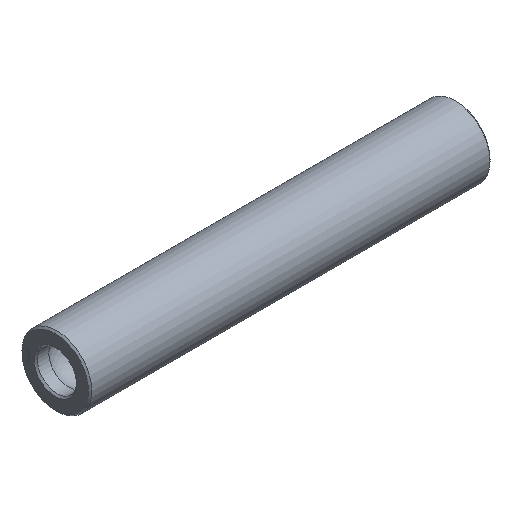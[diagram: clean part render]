
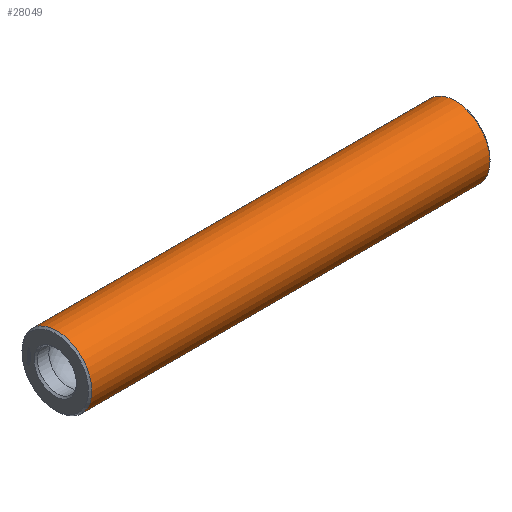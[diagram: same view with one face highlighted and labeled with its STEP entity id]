
A CAD part, isometric view. The second image highlights one B-rep face of the part: STEP entity #28049.
In plain terms, the highlighted cylindrical face has radius 6.25 mm (diameter 12.5 mm), a full revolution.
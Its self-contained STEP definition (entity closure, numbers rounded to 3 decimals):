
#134 = CONICAL_SURFACE('',#135,5.95,0.785);
#135 = AXIS2_PLACEMENT_3D('',#136,#137,#138);
#136 = CARTESIAN_POINT('',(-71.875,0.,0.));
#137 = DIRECTION('',(1.,0.,0.));
#138 = DIRECTION('',(0.,0.,1.));
#10429 = VERTEX_POINT('',#10430);
#10430 = CARTESIAN_POINT('',(-71.575,0.,6.25));
#10451 = EDGE_CURVE('',#10429,#10429,#10452,.T.);
#10452 = SURFACE_CURVE('',#10453,(#10458,#10465),.PCURVE_S1.);
#10453 = CIRCLE('',#10454,6.25);
#10454 = AXIS2_PLACEMENT_3D('',#10455,#10456,#10457);
#10455 = CARTESIAN_POINT('',(-71.575,0.,0.));
#10456 = DIRECTION('',(1.,0.,0.));
#10457 = DIRECTION('',(0.,0.,1.));
#10458 = PCURVE('',#134,#10459);
#10459 = DEFINITIONAL_REPRESENTATION('',(#10460),#10464);
#10460 = LINE('',#10461,#10462);
#10461 = CARTESIAN_POINT('',(0.,0.3));
#10462 = VECTOR('',#10463,1.);
#10463 = DIRECTION('',(1.,0.));
#10464 = ( GEOMETRIC_REPRESENTATION_CONTEXT(2) 
PARAMETRIC_REPRESENTATION_CONTEXT() REPRESENTATION_CONTEXT('2D SPACE',''
  ) );
#10465 = PCURVE('',#10466,#10471);
#10466 = CYLINDRICAL_SURFACE('',#10467,6.25);
#10467 = AXIS2_PLACEMENT_3D('',#10468,#10469,#10470);
#10468 = CARTESIAN_POINT('',(-71.575,0.,0.));
#10469 = DIRECTION('',(1.,0.,0.));
#10470 = DIRECTION('',(0.,0.,1.));
#10471 = DEFINITIONAL_REPRESENTATION('',(#10472),#10476);
#10472 = LINE('',#10473,#10474);
#10473 = CARTESIAN_POINT('',(0.,0.));
#10474 = VECTOR('',#10475,1.);
#10475 = DIRECTION('',(1.,0.));
#10476 = ( GEOMETRIC_REPRESENTATION_CONTEXT(2) 
PARAMETRIC_REPRESENTATION_CONTEXT() REPRESENTATION_CONTEXT('2D SPACE',''
  ) );
#28049 = ADVANCED_FACE('',(#28050),#10466,.T.);
#28050 = FACE_BOUND('',#28051,.T.);
#28051 = EDGE_LOOP('',(#28052,#28053,#28076,#28103));
#28052 = ORIENTED_EDGE('',*,*,#10451,.T.);
#28053 = ORIENTED_EDGE('',*,*,#28054,.T.);
#28054 = EDGE_CURVE('',#10429,#28055,#28057,.T.);
#28055 = VERTEX_POINT('',#28056);
#28056 = CARTESIAN_POINT('',(-0.3,0.,6.25));
#28057 = SEAM_CURVE('',#28058,(#28062,#28069),.PCURVE_S1.);
#28058 = LINE('',#28059,#28060);
#28059 = CARTESIAN_POINT('',(-71.575,0.,6.25));
#28060 = VECTOR('',#28061,1.);
#28061 = DIRECTION('',(1.,0.,0.));
#28062 = PCURVE('',#10466,#28063);
#28063 = DEFINITIONAL_REPRESENTATION('',(#28064),#28068);
#28064 = LINE('',#28065,#28066);
#28065 = CARTESIAN_POINT('',(0.,0.));
#28066 = VECTOR('',#28067,1.);
#28067 = DIRECTION('',(0.,1.));
#28068 = ( GEOMETRIC_REPRESENTATION_CONTEXT(2) 
PARAMETRIC_REPRESENTATION_CONTEXT() REPRESENTATION_CONTEXT('2D SPACE',''
  ) );
#28069 = PCURVE('',#10466,#28070);
#28070 = DEFINITIONAL_REPRESENTATION('',(#28071),#28075);
#28071 = LINE('',#28072,#28073);
#28072 = CARTESIAN_POINT('',(6.283,0.));
#28073 = VECTOR('',#28074,1.);
#28074 = DIRECTION('',(0.,1.));
#28075 = ( GEOMETRIC_REPRESENTATION_CONTEXT(2) 
PARAMETRIC_REPRESENTATION_CONTEXT() REPRESENTATION_CONTEXT('2D SPACE',''
  ) );
#28076 = ORIENTED_EDGE('',*,*,#28077,.F.);
#28077 = EDGE_CURVE('',#28055,#28055,#28078,.T.);
#28078 = SURFACE_CURVE('',#28079,(#28084,#28091),.PCURVE_S1.);
#28079 = CIRCLE('',#28080,6.25);
#28080 = AXIS2_PLACEMENT_3D('',#28081,#28082,#28083);
#28081 = CARTESIAN_POINT('',(-0.3,0.,0.));
#28082 = DIRECTION('',(1.,0.,0.));
#28083 = DIRECTION('',(0.,0.,1.));
#28084 = PCURVE('',#10466,#28085);
#28085 = DEFINITIONAL_REPRESENTATION('',(#28086),#28090);
#28086 = LINE('',#28087,#28088);
#28087 = CARTESIAN_POINT('',(0.,71.275));
#28088 = VECTOR('',#28089,1.);
#28089 = DIRECTION('',(1.,0.));
#28090 = ( GEOMETRIC_REPRESENTATION_CONTEXT(2) 
PARAMETRIC_REPRESENTATION_CONTEXT() REPRESENTATION_CONTEXT('2D SPACE',''
  ) );
#28091 = PCURVE('',#28092,#28097);
#28092 = CONICAL_SURFACE('',#28093,6.25,0.785);
#28093 = AXIS2_PLACEMENT_3D('',#28094,#28095,#28096);
#28094 = CARTESIAN_POINT('',(-0.3,0.,0.));
#28095 = DIRECTION('',(-1.,-0.,-0.));
#28096 = DIRECTION('',(0.,0.,1.));
#28097 = DEFINITIONAL_REPRESENTATION('',(#28098),#28102);
#28098 = LINE('',#28099,#28100);
#28099 = CARTESIAN_POINT('',(-0.,-0.));
#28100 = VECTOR('',#28101,1.);
#28101 = DIRECTION('',(-1.,-0.));
#28102 = ( GEOMETRIC_REPRESENTATION_CONTEXT(2) 
PARAMETRIC_REPRESENTATION_CONTEXT() REPRESENTATION_CONTEXT('2D SPACE',''
  ) );
#28103 = ORIENTED_EDGE('',*,*,#28054,.F.);
